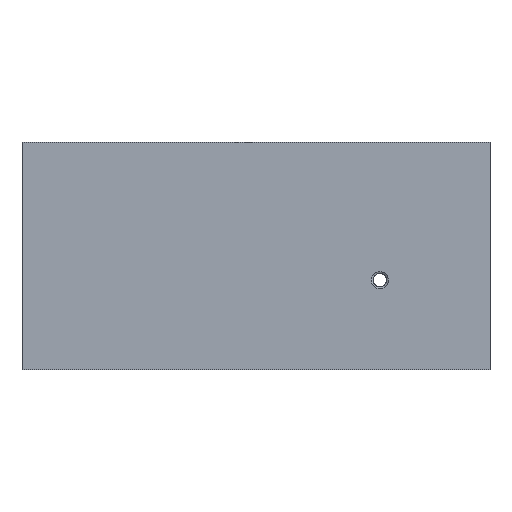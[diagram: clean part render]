
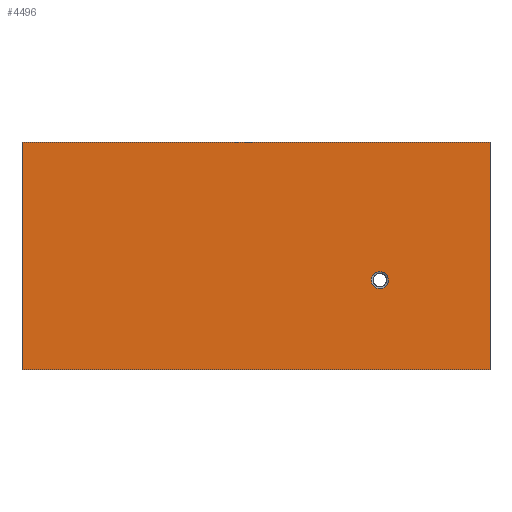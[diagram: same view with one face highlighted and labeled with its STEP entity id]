
A CAD part, front view. The second image highlights one B-rep face of the part: STEP entity #4496.
In plain terms, the highlighted planar face has unit normal (0, -1, 0).
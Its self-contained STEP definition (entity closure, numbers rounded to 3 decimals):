
#168 = PLANE ( 'NONE',  #9316 ) ;
#1225 = CARTESIAN_POINT ( 'NONE',  ( 34.574, -35.603, 13. ) ) ;
#1533 = DIRECTION ( 'NONE',  ( -1., 0., 0. ) ) ;
#1664 = AXIS2_PLACEMENT_3D ( 'NONE', #9187, #4136, #3254 ) ;
#1684 = EDGE_CURVE ( 'NONE', #9734, #2199, #3210, .T. ) ;
#1844 = ORIENTED_EDGE ( 'NONE', *, *, #6808, .T. ) ;
#2199 = VERTEX_POINT ( 'NONE', #7130 ) ;
#2295 = EDGE_CURVE ( 'NONE', #3670, #8876, #7532, .T. ) ;
#2423 = ORIENTED_EDGE ( 'NONE', *, *, #7193, .F. ) ;
#2712 = CARTESIAN_POINT ( 'NONE',  ( 50.574, -35.603, 33. ) ) ;
#2931 = CARTESIAN_POINT ( 'NONE',  ( -17.426, -35.603, 0. ) ) ;
#3210 = CIRCLE ( 'NONE', #1664, 1.25 ) ;
#3254 = DIRECTION ( 'NONE',  ( 1., 0., 0. ) ) ;
#3401 = CARTESIAN_POINT ( 'NONE',  ( 50.574, -35.603, 33. ) ) ;
#3408 = VECTOR ( 'NONE', #10357, 1000. ) ;
#3533 = LINE ( 'NONE', #4551, #4459 ) ;
#3670 = VERTEX_POINT ( 'NONE', #5305 ) ;
#3687 = VERTEX_POINT ( 'NONE', #5490 ) ;
#3709 = FACE_OUTER_BOUND ( 'NONE', #4254, .T. ) ;
#3826 = CIRCLE ( 'NONE', #4723, 1.25 ) ;
#4136 = DIRECTION ( 'NONE',  ( 0., -1., 0. ) ) ;
#4254 = EDGE_LOOP ( 'NONE', ( #10065, #6867, #2423, #1844 ) ) ;
#4459 = VECTOR ( 'NONE', #5408, 1000. ) ;
#4496 = ADVANCED_FACE ( 'NONE', ( #3709, #8809 ), #168, .T. ) ;
#4551 = CARTESIAN_POINT ( 'NONE',  ( -17.426, -35.603, 33. ) ) ;
#4723 = AXIS2_PLACEMENT_3D ( 'NONE', #1225, #5333, #7007 ) ;
#5245 = ORIENTED_EDGE ( 'NONE', *, *, #5572, .F. ) ;
#5305 = CARTESIAN_POINT ( 'NONE',  ( 50.574, -35.603, 0. ) ) ;
#5308 = VECTOR ( 'NONE', #7533, 1000. ) ;
#5333 = DIRECTION ( 'NONE',  ( 0., -1., 0. ) ) ;
#5388 = VECTOR ( 'NONE', #1533, 1000. ) ;
#5408 = DIRECTION ( 'NONE',  ( 0., 0., -1. ) ) ;
#5490 = CARTESIAN_POINT ( 'NONE',  ( -17.426, -35.603, 33. ) ) ;
#5552 = CARTESIAN_POINT ( 'NONE',  ( 35.824, -35.603, 13. ) ) ;
#5572 = EDGE_CURVE ( 'NONE', #2199, #9734, #3826, .T. ) ;
#5649 = LINE ( 'NONE', #8627, #3408 ) ;
#5707 = CARTESIAN_POINT ( 'NONE',  ( 50.574, -35.603, 0. ) ) ;
#6024 = DIRECTION ( 'NONE',  ( 0., -1., 0. ) ) ;
#6135 = DIRECTION ( 'NONE',  ( 1., 0., 0. ) ) ;
#6808 = EDGE_CURVE ( 'NONE', #10037, #3687, #8153, .T. ) ;
#6867 = ORIENTED_EDGE ( 'NONE', *, *, #2295, .F. ) ;
#7007 = DIRECTION ( 'NONE',  ( 1., 0., 0. ) ) ;
#7130 = CARTESIAN_POINT ( 'NONE',  ( 33.324, -35.603, 13. ) ) ;
#7193 = EDGE_CURVE ( 'NONE', #10037, #3670, #5649, .T. ) ;
#7532 = LINE ( 'NONE', #5707, #5308 ) ;
#7533 = DIRECTION ( 'NONE',  ( -1., 0., 0. ) ) ;
#8153 = LINE ( 'NONE', #10735, #5388 ) ;
#8231 = EDGE_CURVE ( 'NONE', #3687, #8876, #3533, .T. ) ;
#8627 = CARTESIAN_POINT ( 'NONE',  ( 50.574, -35.603, 33. ) ) ;
#8809 = FACE_BOUND ( 'NONE', #10318, .T. ) ;
#8876 = VERTEX_POINT ( 'NONE', #2931 ) ;
#9187 = CARTESIAN_POINT ( 'NONE',  ( 34.574, -35.603, 13. ) ) ;
#9316 = AXIS2_PLACEMENT_3D ( 'NONE', #2712, #6024, #6135 ) ;
#9734 = VERTEX_POINT ( 'NONE', #5552 ) ;
#10037 = VERTEX_POINT ( 'NONE', #3401 ) ;
#10065 = ORIENTED_EDGE ( 'NONE', *, *, #8231, .T. ) ;
#10199 = ORIENTED_EDGE ( 'NONE', *, *, #1684, .F. ) ;
#10318 = EDGE_LOOP ( 'NONE', ( #10199, #5245 ) ) ;
#10357 = DIRECTION ( 'NONE',  ( 0., 0., -1. ) ) ;
#10735 = CARTESIAN_POINT ( 'NONE',  ( 50.574, -35.603, 33. ) ) ;
